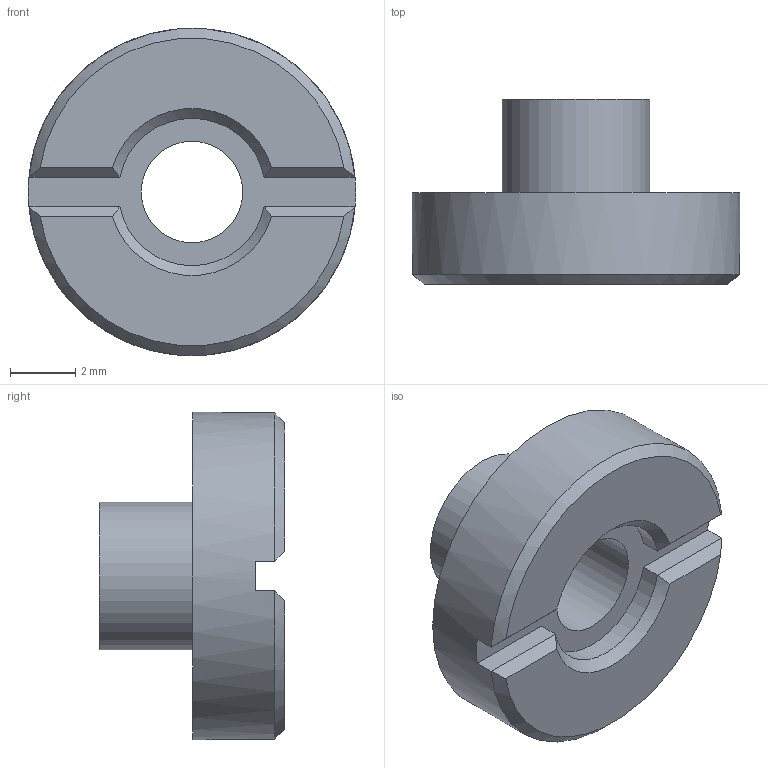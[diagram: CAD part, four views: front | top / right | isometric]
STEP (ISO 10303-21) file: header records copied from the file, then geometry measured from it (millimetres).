
FILE_DESCRIPTION(/* description */ ('Alibre Inc.'),/* implementation_level */ '2;1');
FILE_NAME(/* name */ 'export0',/* time_stamp */ '2017-09-22T11:53:00-07:00',/* author */ (''),/* organization */ (''),/* preprocessor_version */ 'ST-DEVELOPER v14',/* originating_system */ 'Alibre',/* authorisation */ '');
FILE_SCHEMA (('AUTOMOTIVE_DESIGN'));
Length unit declared in the file: centimetre
Bounding box: 10 x 5.65 x 10 mm (x, y, z)
Volume: 208.3 mm3; surface area: 326.3 mm2
Topology: 1 solids, 1 shells, 22 faces, 50 edges, 31 vertices
Faces by surface type: plane 13, cylinder 5, cone 4
Full cylindrical faces by diameter (mm): 3.1 x1, 4.5 x1, 10 x1
Entity records: 592 total; most frequent: CARTESIAN_POINT 119, ORIENTED_EDGE 90, DIRECTION 84, EDGE_CURVE 45, AXIS2_PLACEMENT_3D 38, VERTEX_POINT 29, EDGE_LOOP 28, FACE_BOUND 28
